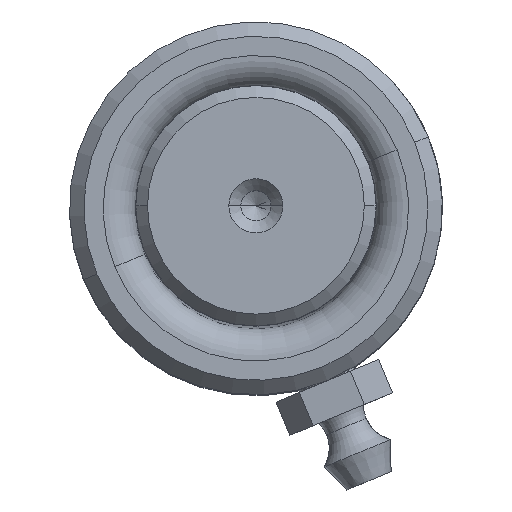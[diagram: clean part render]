
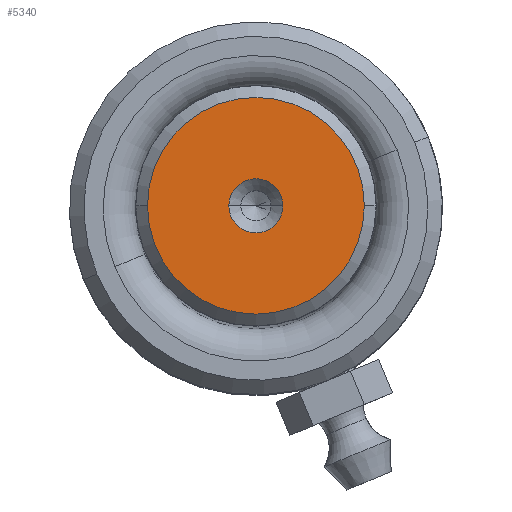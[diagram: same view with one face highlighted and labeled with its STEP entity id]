
A CAD part, top view. The second image highlights one B-rep face of the part: STEP entity #5340.
In plain terms, the highlighted planar face has unit normal (0, 0, 1).
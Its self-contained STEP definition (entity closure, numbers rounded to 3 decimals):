
#51 = VERTEX_POINT ( 'NONE', #2976 ) ;
#195 = CIRCLE ( 'NONE', #2590, 9.009 ) ;
#733 = VERTEX_POINT ( 'NONE', #4497 ) ;
#900 = EDGE_CURVE ( 'NONE', #51, #3608, #4108, .T. ) ;
#1149 = CARTESIAN_POINT ( 'NONE',  ( 0., 0., 170. ) ) ;
#1195 = DIRECTION ( 'NONE',  ( 0., 0., 1. ) ) ;
#1377 = EDGE_CURVE ( 'NONE', #3608, #51, #2697, .T. ) ;
#1617 = DIRECTION ( 'NONE',  ( 1., 0., 0. ) ) ;
#1633 = ORIENTED_EDGE ( 'NONE', *, *, #1377, .F. ) ;
#2381 = AXIS2_PLACEMENT_3D ( 'NONE', #1149, #1195, #6013 ) ;
#2433 = CARTESIAN_POINT ( 'NONE',  ( 0., 0., 170. ) ) ;
#2590 = AXIS2_PLACEMENT_3D ( 'NONE', #5575, #6196, #6736 ) ;
#2697 = CIRCLE ( 'NONE', #3023, 2.25 ) ;
#2790 = FACE_OUTER_BOUND ( 'NONE', #3979, .T. ) ;
#2943 = DIRECTION ( 'NONE',  ( 0., 0., 1. ) ) ;
#2976 = CARTESIAN_POINT ( 'NONE',  ( 2.25, 0., 170. ) ) ;
#3023 = AXIS2_PLACEMENT_3D ( 'NONE', #5918, #5944, #1617 ) ;
#3312 = EDGE_CURVE ( 'NONE', #733, #3714, #195, .T. ) ;
#3608 = VERTEX_POINT ( 'NONE', #4504 ) ;
#3714 = VERTEX_POINT ( 'NONE', #5659 ) ;
#3912 = AXIS2_PLACEMENT_3D ( 'NONE', #5089, #6753, #5641 ) ;
#3979 = EDGE_LOOP ( 'NONE', ( #4003, #6943 ) ) ;
#4003 = ORIENTED_EDGE ( 'NONE', *, *, #5115, .T. ) ;
#4035 = DIRECTION ( 'NONE',  ( 1., 0., 0. ) ) ;
#4108 = CIRCLE ( 'NONE', #5930, 2.25 ) ;
#4316 = FACE_BOUND ( 'NONE', #6926, .T. ) ;
#4497 = CARTESIAN_POINT ( 'NONE',  ( 9.009, 0., 170. ) ) ;
#4504 = CARTESIAN_POINT ( 'NONE',  ( -2.25, 0., 170. ) ) ;
#4537 = PLANE ( 'NONE',  #3912 ) ;
#5089 = CARTESIAN_POINT ( 'NONE',  ( 0., 0., 170. ) ) ;
#5115 = EDGE_CURVE ( 'NONE', #3714, #733, #5165, .T. ) ;
#5165 = CIRCLE ( 'NONE', #2381, 9.009 ) ;
#5340 = ADVANCED_FACE ( 'NONE', ( #4316, #2790 ), #4537, .T. ) ;
#5575 = CARTESIAN_POINT ( 'NONE',  ( 0., 0., 170. ) ) ;
#5641 = DIRECTION ( 'NONE',  ( 1., 0., 0. ) ) ;
#5659 = CARTESIAN_POINT ( 'NONE',  ( -9.009, 0., 170. ) ) ;
#5863 = ORIENTED_EDGE ( 'NONE', *, *, #900, .F. ) ;
#5918 = CARTESIAN_POINT ( 'NONE',  ( 0., 0., 170. ) ) ;
#5930 = AXIS2_PLACEMENT_3D ( 'NONE', #2433, #2943, #4035 ) ;
#5944 = DIRECTION ( 'NONE',  ( 0., 0., 1. ) ) ;
#6013 = DIRECTION ( 'NONE',  ( 1., 0., 0. ) ) ;
#6196 = DIRECTION ( 'NONE',  ( 0., 0., 1. ) ) ;
#6736 = DIRECTION ( 'NONE',  ( 1., 0., 0. ) ) ;
#6753 = DIRECTION ( 'NONE',  ( 0., 0., 1. ) ) ;
#6926 = EDGE_LOOP ( 'NONE', ( #5863, #1633 ) ) ;
#6943 = ORIENTED_EDGE ( 'NONE', *, *, #3312, .T. ) ;
